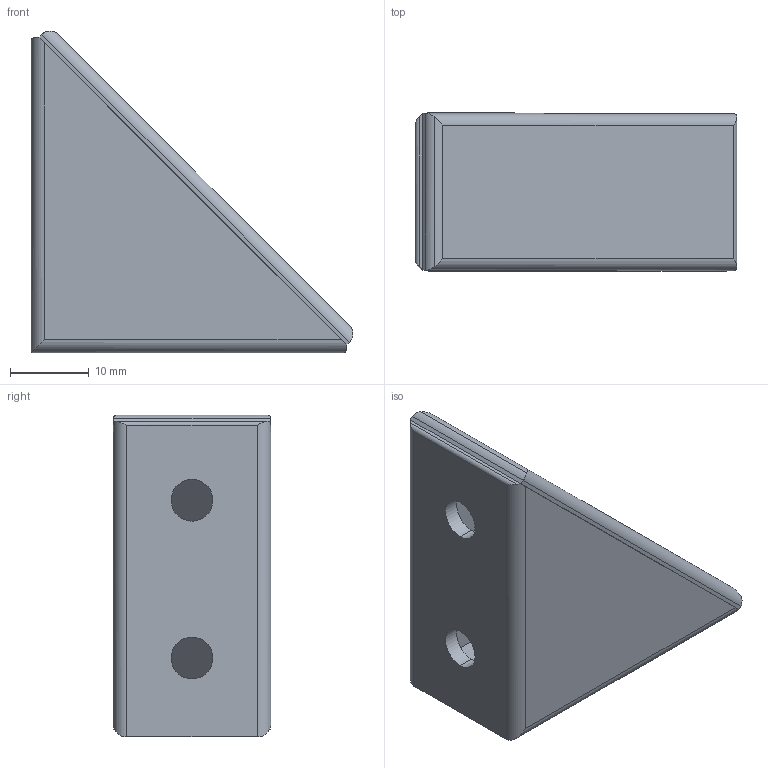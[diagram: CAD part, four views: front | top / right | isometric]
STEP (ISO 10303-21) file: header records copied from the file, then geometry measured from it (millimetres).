
FILE_DESCRIPTION (( 'STEP AP214' ), '1' );
FILE_NAME ('72652001', '2019-02-04T10:22:04', ( '' ), ('JUGARD+KÜNSTNER GmbH'), 'SwSTEP 2.0', 'SolidWorks 2017', '' );
FILE_SCHEMA (( 'AUTOMOTIVE_DESIGN' ));
Length unit declared in the file: millimetre
Products named in the file (1): 72652001_CNAJF00
Bounding box: 40.79 x 20 x 40.79 mm (x, y, z)
Volume: 7621.3 mm3; surface area: 7831.4 mm2
Topology: 1 solids, 1 shells, 42 faces, 100 edges, 62 vertices
Faces by surface type: plane 23, cylinder 19
Entity records: 1374 total; most frequent: CARTESIAN_POINT 287, ORIENTED_EDGE 200, DIRECTION 186, EDGE_CURVE 100, AXIS2_PLACEMENT_3D 63, VERTEX_POINT 62, VECTOR 60, LINE 60
